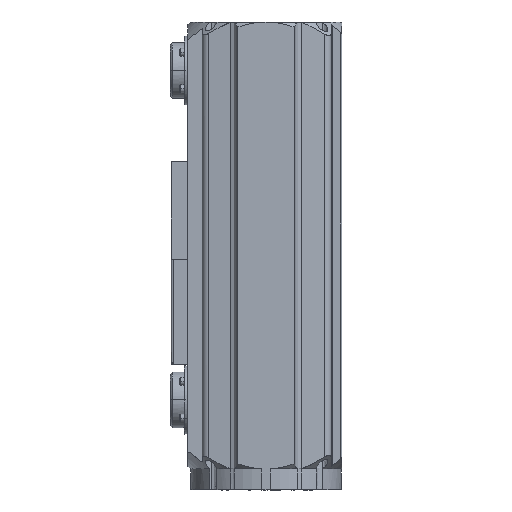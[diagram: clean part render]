
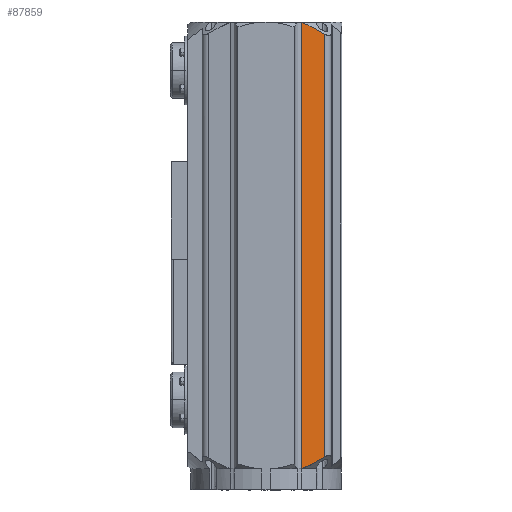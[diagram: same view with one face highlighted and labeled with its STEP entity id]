
A CAD part, left-side view. The second image highlights one B-rep face of the part: STEP entity #87859.
In plain terms, the highlighted free-form (B-spline) face has degree [1, 1] with [2, 2] control points.
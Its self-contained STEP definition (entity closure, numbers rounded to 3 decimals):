
#87859 = ADVANCED_FACE('',(#87860),#87924,.T.);
#87860 = FACE_BOUND('',#87861,.T.);
#87861 = EDGE_LOOP('',(#87862,#87872,#87880,#87888,#87895,#87903,#87911,
    #87919));
#87862 = ORIENTED_EDGE('',*,*,#87863,.T.);
#87863 = EDGE_CURVE('',#87864,#87866,#87868,.T.);
#87864 = VERTEX_POINT('',#87865);
#87865 = CARTESIAN_POINT('',(-77.257,-70.673,
    -240.724));
#87866 = VERTEX_POINT('',#87867);
#87867 = CARTESIAN_POINT('',(-78.515,-56.985,
    -248.415));
#87868 = B_SPLINE_CURVE_WITH_KNOTS('',2,(#87869,#87870,#87871),
  .UNSPECIFIED.,.F.,.F.,(3,3),(0.,0.5),.PIECEWISE_BEZIER_KNOTS.);
#87869 = CARTESIAN_POINT('',(-77.257,-70.673,
    -240.724));
#87870 = CARTESIAN_POINT('',(-77.91,-63.568,
    -245.037));
#87871 = CARTESIAN_POINT('',(-78.515,-56.985,
    -248.415));
#87872 = ORIENTED_EDGE('',*,*,#87873,.T.);
#87873 = EDGE_CURVE('',#87866,#87874,#87876,.T.);
#87874 = VERTEX_POINT('',#87875);
#87875 = CARTESIAN_POINT('',(-79.163,-49.928,
    -251.836));
#87876 = B_SPLINE_CURVE_WITH_KNOTS('',2,(#87877,#87878,#87879),
  .UNSPECIFIED.,.F.,.F.,(3,3),(0.5,0.75),.PIECEWISE_BEZIER_KNOTS.);
#87877 = CARTESIAN_POINT('',(-78.515,-56.985,
    -248.415));
#87878 = CARTESIAN_POINT('',(-78.845,-53.393,
    -250.257));
#87879 = CARTESIAN_POINT('',(-79.163,-49.928,
    -251.836));
#87880 = ORIENTED_EDGE('',*,*,#87881,.T.);
#87881 = EDGE_CURVE('',#87874,#87882,#87884,.T.);
#87882 = VERTEX_POINT('',#87883);
#87883 = CARTESIAN_POINT('',(-79.828,-42.693,
    -254.902));
#87884 = B_SPLINE_CURVE_WITH_KNOTS('',2,(#87885,#87886,#87887),
  .UNSPECIFIED.,.F.,.F.,(3,3),(0.75,1.),.PIECEWISE_BEZIER_KNOTS.);
#87885 = CARTESIAN_POINT('',(-79.163,-49.928,
    -251.836));
#87886 = CARTESIAN_POINT('',(-79.501,-46.25,
    -253.513));
#87887 = CARTESIAN_POINT('',(-79.828,-42.693,
    -254.902));
#87888 = ORIENTED_EDGE('',*,*,#87889,.T.);
#87889 = EDGE_CURVE('',#87882,#87890,#87892,.T.);
#87890 = VERTEX_POINT('',#87891);
#87891 = CARTESIAN_POINT('',(-79.828,-42.693,
    279.806));
#87892 = B_SPLINE_CURVE_WITH_KNOTS('',1,(#87893,#87894),.UNSPECIFIED.,
  .F.,.F.,(2,2),(0.,397.205),.PIECEWISE_BEZIER_KNOTS.);
#87893 = CARTESIAN_POINT('',(-79.828,-42.693,
    -254.902));
#87894 = CARTESIAN_POINT('',(-79.828,-42.693,
    279.806));
#87895 = ORIENTED_EDGE('',*,*,#87896,.T.);
#87896 = EDGE_CURVE('',#87890,#87897,#87899,.T.);
#87897 = VERTEX_POINT('',#87898);
#87898 = CARTESIAN_POINT('',(-79.163,-49.928,
    276.741));
#87899 = B_SPLINE_CURVE_WITH_KNOTS('',2,(#87900,#87901,#87902),
  .UNSPECIFIED.,.F.,.F.,(3,3),(0.,0.25),.PIECEWISE_BEZIER_KNOTS.);
#87900 = CARTESIAN_POINT('',(-79.828,-42.693,
    279.806));
#87901 = CARTESIAN_POINT('',(-79.501,-46.25,
    278.417));
#87902 = CARTESIAN_POINT('',(-79.163,-49.928,
    276.741));
#87903 = ORIENTED_EDGE('',*,*,#87904,.T.);
#87904 = EDGE_CURVE('',#87897,#87905,#87907,.T.);
#87905 = VERTEX_POINT('',#87906);
#87906 = CARTESIAN_POINT('',(-78.515,-56.985,
    273.319));
#87907 = B_SPLINE_CURVE_WITH_KNOTS('',2,(#87908,#87909,#87910),
  .UNSPECIFIED.,.F.,.F.,(3,3),(0.25,0.5),.PIECEWISE_BEZIER_KNOTS.);
#87908 = CARTESIAN_POINT('',(-79.163,-49.928,
    276.741));
#87909 = CARTESIAN_POINT('',(-78.845,-53.393,
    275.162));
#87910 = CARTESIAN_POINT('',(-78.515,-56.985,
    273.319));
#87911 = ORIENTED_EDGE('',*,*,#87912,.T.);
#87912 = EDGE_CURVE('',#87905,#87913,#87915,.T.);
#87913 = VERTEX_POINT('',#87914);
#87914 = CARTESIAN_POINT('',(-77.257,-70.673,
    265.628));
#87915 = B_SPLINE_CURVE_WITH_KNOTS('',2,(#87916,#87917,#87918),
  .UNSPECIFIED.,.F.,.F.,(3,3),(0.5,1.),.PIECEWISE_BEZIER_KNOTS.);
#87916 = CARTESIAN_POINT('',(-78.515,-56.985,
    273.319));
#87917 = CARTESIAN_POINT('',(-77.91,-63.568,
    269.942));
#87918 = CARTESIAN_POINT('',(-77.257,-70.673,
    265.628));
#87919 = ORIENTED_EDGE('',*,*,#87920,.T.);
#87920 = EDGE_CURVE('',#87913,#87864,#87921,.T.);
#87921 = B_SPLINE_CURVE_WITH_KNOTS('',1,(#87922,#87923),.UNSPECIFIED.,
  .F.,.F.,(2,2),(0.,376.14),.PIECEWISE_BEZIER_KNOTS.);
#87922 = CARTESIAN_POINT('',(-77.257,-70.673,
    265.628));
#87923 = CARTESIAN_POINT('',(-77.257,-70.673,
    -240.724));
#87924 = B_SPLINE_SURFACE_WITH_KNOTS('',1,1,(
    (#87925,#87926)
    ,(#87927,#87928
    )),.UNSPECIFIED.,.F.,.F.,.F.,(2,2),(2,2),(0.,1.),(0.,1.),
  .PIECEWISE_BEZIER_KNOTS.);
#87925 = CARTESIAN_POINT('',(-77.257,-70.673,
    -258.11));
#87926 = CARTESIAN_POINT('',(-77.257,-70.673,
    283.015));
#87927 = CARTESIAN_POINT('',(-79.828,-42.693,
    -258.11));
#87928 = CARTESIAN_POINT('',(-79.828,-42.693,
    283.015));
